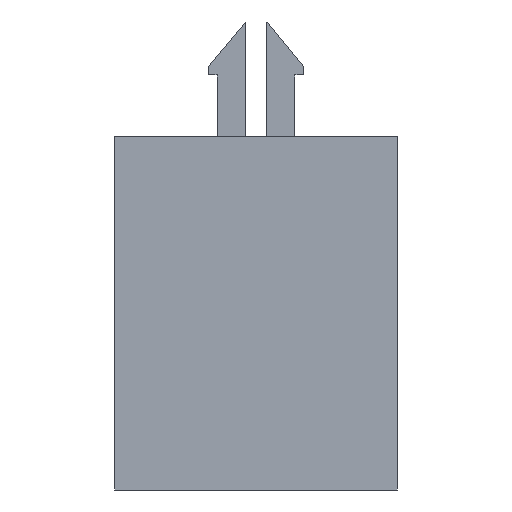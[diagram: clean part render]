
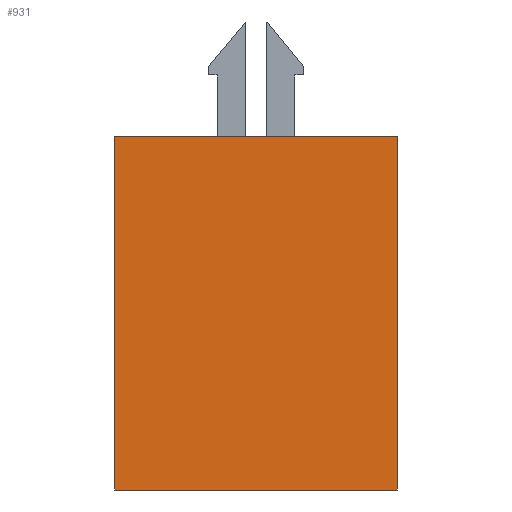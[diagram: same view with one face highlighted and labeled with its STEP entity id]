
A CAD part, left-side view. The second image highlights one B-rep face of the part: STEP entity #931.
In plain terms, the highlighted planar face has unit normal (-1, 0, 0).
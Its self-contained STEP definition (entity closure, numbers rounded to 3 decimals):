
#84=FACE_OUTER_BOUND('',#136,.T.);
#136=EDGE_LOOP('',(#829,#830,#831,#832));
#166=LINE('',#1343,#282);
#250=LINE('',#1520,#366);
#255=LINE('',#1529,#371);
#256=LINE('',#1531,#372);
#282=VECTOR('',#1064,10.);
#366=VECTOR('',#1218,10.);
#371=VECTOR('',#1227,10.);
#372=VECTOR('',#1230,10.);
#397=VERTEX_POINT('',#1341);
#398=VERTEX_POINT('',#1342);
#456=VERTEX_POINT('',#1518);
#458=VERTEX_POINT('',#1527);
#494=EDGE_CURVE('',#397,#398,#166,.T.);
#581=EDGE_CURVE('',#456,#397,#250,.T.);
#586=EDGE_CURVE('',#458,#398,#255,.T.);
#587=EDGE_CURVE('',#456,#458,#256,.T.);
#829=ORIENTED_EDGE('',*,*,#587,.T.);
#830=ORIENTED_EDGE('',*,*,#586,.T.);
#831=ORIENTED_EDGE('',*,*,#494,.F.);
#832=ORIENTED_EDGE('',*,*,#581,.F.);
#886=PLANE('',#1001);
#931=ADVANCED_FACE('',(#84),#886,.T.);
#1001=AXIS2_PLACEMENT_3D('',#1530,#1228,#1229);
#1064=DIRECTION('',(0.,-1.,0.));
#1218=DIRECTION('',(0.,0.,1.));
#1227=DIRECTION('',(0.,0.,1.));
#1228=DIRECTION('center_axis',(-1.,0.,0.));
#1229=DIRECTION('ref_axis',(0.,-1.,0.));
#1230=DIRECTION('',(0.,-1.,0.));
#1341=CARTESIAN_POINT('',(9.,21.,20.));
#1342=CARTESIAN_POINT('',(9.,5.,20.));
#1343=CARTESIAN_POINT('',(9.,21.,20.));
#1518=CARTESIAN_POINT('',(9.,21.,0.));
#1520=CARTESIAN_POINT('',(9.,21.,0.));
#1527=CARTESIAN_POINT('',(9.,5.,0.));
#1529=CARTESIAN_POINT('',(9.,5.,0.));
#1530=CARTESIAN_POINT('Origin',(9.,21.,0.));
#1531=CARTESIAN_POINT('',(9.,21.,0.));
